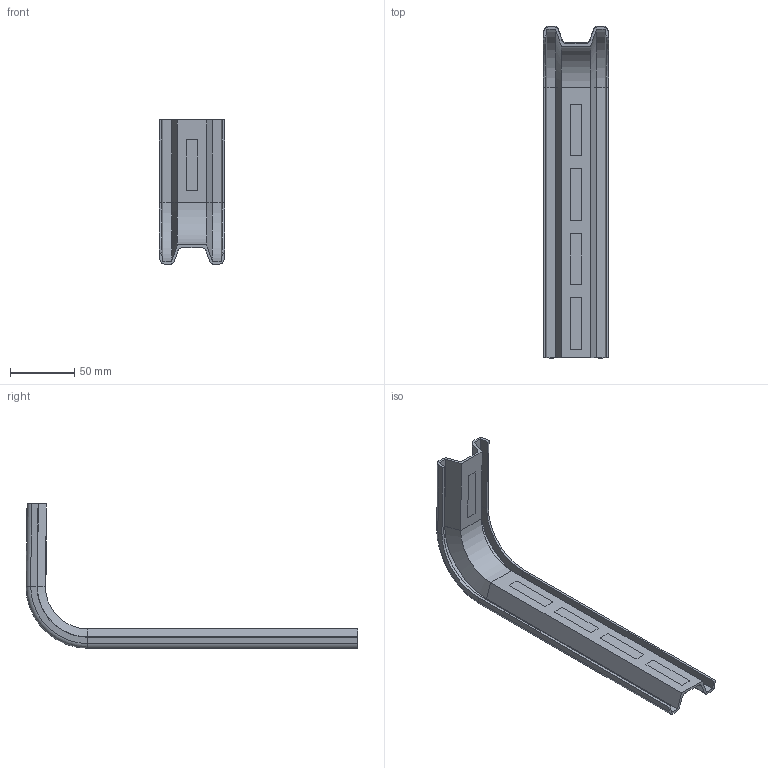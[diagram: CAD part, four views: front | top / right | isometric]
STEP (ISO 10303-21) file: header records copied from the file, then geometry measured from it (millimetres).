
FILE_DESCRIPTION(/* description */ (''),/* implementation_level */ '2;1');
FILE_NAME(/* name */ '002714.stp',/* time_stamp */ '2024-01-03T10:48:13+01:00',/* author */ ('bonnaudn'),/* organization */ (''),/* preprocessor_version */ 'ST-DEVELOPER v19.2',/* originating_system */ 'AutoCAD Mechanical',/* authorisation */ '');
FILE_SCHEMA (('AUTOMOTIVE_DESIGN { 1 0 10303 214 3 1 1 }'));
Length unit declared in the file: millimetre
Products named in the file (1): Product
Bounding box: 50.94 x 257.57 x 112.15 mm (x, y, z)
Volume: 52846.7 mm3; surface area: 57872 mm2
Topology: 1 solids, 11 shells, 86 faces, 254 edges, 180 vertices
Faces by surface type: plane 52, cylinder 18, cone 10, torus 6
Entity records: 2937 total; most frequent: CARTESIAN_POINT 591, DIRECTION 496, ORIENTED_EDGE 428, EDGE_CURVE 254, VERTEX_POINT 180, AXIS2_PLACEMENT_3D 169, LINE 158, VECTOR 158
